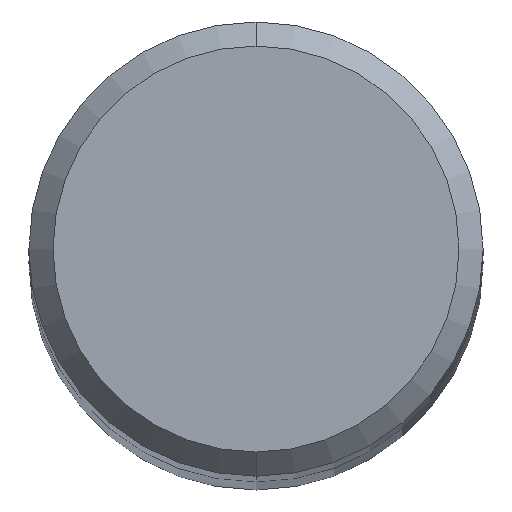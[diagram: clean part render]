
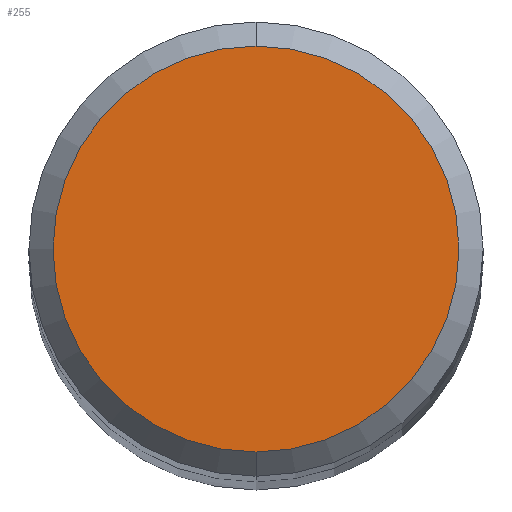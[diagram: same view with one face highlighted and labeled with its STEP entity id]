
A CAD part, top view. The second image highlights one B-rep face of the part: STEP entity #255.
In plain terms, the highlighted planar face has unit normal (0, 0, 1).
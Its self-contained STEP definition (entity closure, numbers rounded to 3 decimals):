
#173=EDGE_CURVE('',#313,#327,#433,.T.);
#255=ADVANCED_FACE('',(#527),#528,.T.);
#313=VERTEX_POINT('',#592);
#327=VERTEX_POINT('',#606);
#335=EDGE_CURVE('',#327,#313,#616,.T.);
#433=CIRCLE('',#752,5.05);
#527=FACE_OUTER_BOUND('',#987,.T.);
#528=PLANE('',#988);
#592=CARTESIAN_POINT('',(0.0,5.05,78.0));
#606=CARTESIAN_POINT('',(0.,-5.05,78.0));
#616=CIRCLE('',#1181,5.05);
#752=AXIS2_PLACEMENT_3D('',#1304,#1305,#1306);
#987=EDGE_LOOP('',(#1421,#1422));
#988=AXIS2_PLACEMENT_3D('',#1423,#1424,#1425);
#1181=AXIS2_PLACEMENT_3D('',#1509,#1510,#1511);
#1304=CARTESIAN_POINT('',(0.0,0.0,78.0));
#1305=DIRECTION('',(0.0,0.0,-1.0));
#1306=DIRECTION('',(0.0,1.0,0.0));
#1421=ORIENTED_EDGE('',*,*,#173,.F.);
#1422=ORIENTED_EDGE('',*,*,#335,.F.);
#1423=CARTESIAN_POINT('',(0.0,2.525,78.0));
#1424=DIRECTION('',(-0.0,0.0,1.0));
#1425=DIRECTION('',(0.0,-1.0,0.0));
#1509=CARTESIAN_POINT('',(0.0,0.0,78.0));
#1510=DIRECTION('',(0.0,0.0,-1.0));
#1511=DIRECTION('',(0.0,1.0,0.0));
